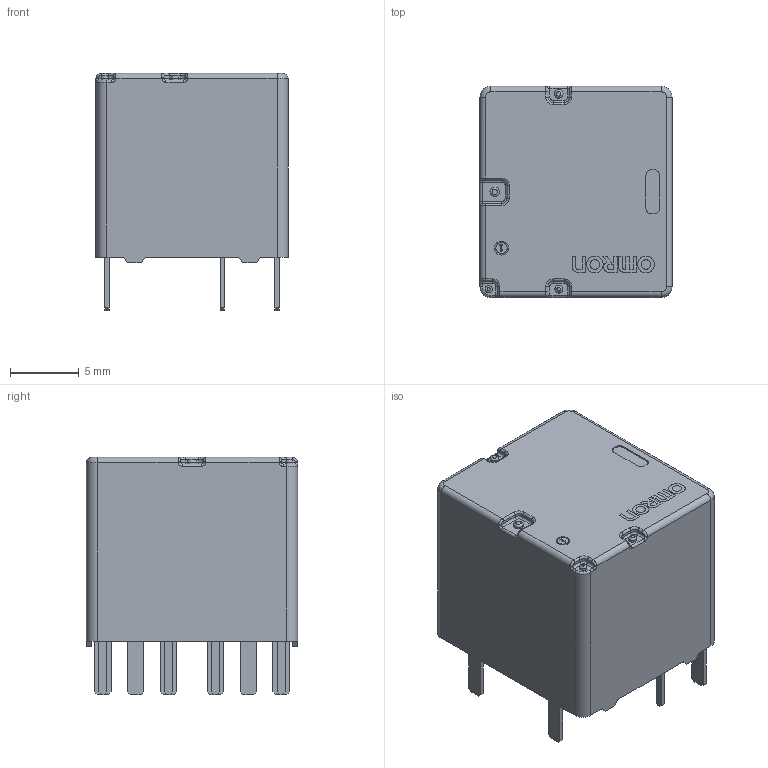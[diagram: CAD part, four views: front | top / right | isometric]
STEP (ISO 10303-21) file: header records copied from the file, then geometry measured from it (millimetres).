
FILE_DESCRIPTION(/* description */ (''),/* implementation_level */ '2;1');
FILE_NAME(/* name */ '2.stp',/* time_stamp */ '2020-11-20T13:46:06+02:00',/* author */ ('k'),/* organization */ (''),/* preprocessor_version */ 'ST-DEVELOPER v15.6',/* originating_system */ 'Autodesk Inventor 2015',/* authorisation */ '');
FILE_SCHEMA (('AUTOMOTIVE_DESIGN { 1 0 10303 214 3 1 1 }'));
Products named in the file (6): 1; G8NW; 2; Omron Logo Adjustable Logo; Assembly13
Bounding box: 14 x 15.4 x 17.3 mm (x, y, z)
Volume: 2888.7 mm3; surface area: 1329.9 mm2
Topology: 19 solids, 19 shells, 318 faces, 757 edges, 482 vertices
Faces by surface type: plane 185, cylinder 59, bspline 41, torus 33
Full cylindrical faces by diameter (mm): 0.524 x1, 0.564 x1, 0.628 x1, 0.686 x1, 0.82 x1, 1.014 x1
Entity records: 9546 total; most frequent: CARTESIAN_POINT 2204, ORIENTED_EDGE 1498, DIRECTION 1427, EDGE_CURVE 749, LINE 499, VECTOR 499, VERTEX_POINT 482, AXIS2_PLACEMENT_3D 464
